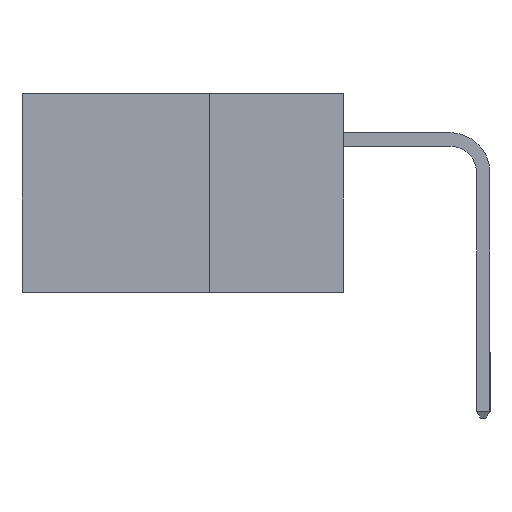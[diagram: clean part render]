
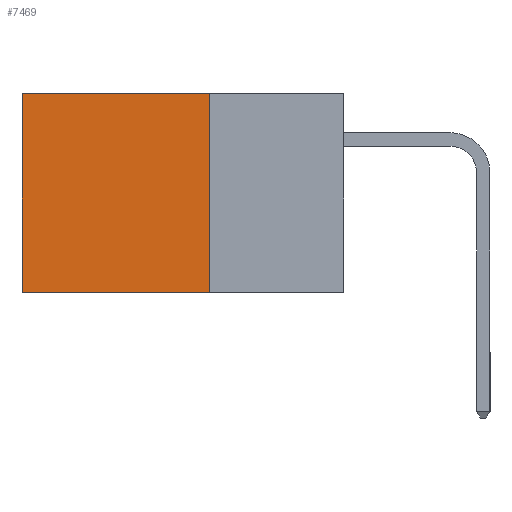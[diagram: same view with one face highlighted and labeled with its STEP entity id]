
A CAD part, left-side view. The second image highlights one B-rep face of the part: STEP entity #7469.
In plain terms, the highlighted planar face has unit normal (-1, 0, 0).
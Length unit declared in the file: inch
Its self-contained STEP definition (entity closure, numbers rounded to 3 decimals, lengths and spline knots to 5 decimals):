
#848 = DIRECTION ( 'NONE',  ( 0., 0., -1. ) ) ;
#1185 = DIRECTION ( 'NONE',  ( 0., 1., 0. ) ) ;
#2002 = EDGE_CURVE ( 'NONE', #6480, #7653, #9152, .T. ) ;
#2036 = DIRECTION ( 'NONE',  ( 0., 0., -1. ) ) ;
#2080 = CARTESIAN_POINT ( 'NONE',  ( 0.2615, 0.6, -0.37 ) ) ;
#2211 = ORIENTED_EDGE ( 'NONE', *, *, #11213, .F. ) ;
#2296 = DIRECTION ( 'NONE',  ( 0., 0., -1. ) ) ;
#2440 = CARTESIAN_POINT ( 'NONE',  ( 0.2615, 0.25, -0.37 ) ) ;
#3339 = CARTESIAN_POINT ( 'NONE',  ( 0.2615, 0.6, 0. ) ) ;
#3473 = CARTESIAN_POINT ( 'NONE',  ( 0.2615, 0.6, -0.37 ) ) ;
#3535 = VECTOR ( 'NONE', #1185, 39.37008 ) ;
#3916 = VECTOR ( 'NONE', #2036, 39.37008 ) ;
#4299 = VERTEX_POINT ( 'NONE', #16550 ) ;
#4615 = EDGE_CURVE ( 'NONE', #14313, #4299, #8987, .T. ) ;
#4747 = CARTESIAN_POINT ( 'NONE',  ( 0.2615, 0.25, -0.37 ) ) ;
#5516 = LINE ( 'NONE', #2440, #3535 ) ;
#6174 = EDGE_LOOP ( 'NONE', ( #15022, #2211, #8318, #6976 ) ) ;
#6480 = VERTEX_POINT ( 'NONE', #3339 ) ;
#6976 = ORIENTED_EDGE ( 'NONE', *, *, #7593, .T. ) ;
#7469 = ADVANCED_FACE ( 'NONE', ( #9427 ), #14647, .F. ) ;
#7593 = EDGE_CURVE ( 'NONE', #14313, #6480, #16445, .T. ) ;
#7653 = VERTEX_POINT ( 'NONE', #2080 ) ;
#7720 = CARTESIAN_POINT ( 'NONE',  ( 0.2615, 0.25, -0.37 ) ) ;
#8318 = ORIENTED_EDGE ( 'NONE', *, *, #4615, .F. ) ;
#8987 = LINE ( 'NONE', #4747, #3916 ) ;
#9152 = LINE ( 'NONE', #3473, #16227 ) ;
#9427 = FACE_OUTER_BOUND ( 'NONE', #6174, .T. ) ;
#11213 = EDGE_CURVE ( 'NONE', #4299, #7653, #5516, .T. ) ;
#13206 = DIRECTION ( 'NONE',  ( 1., 0., 0. ) ) ;
#13649 = CARTESIAN_POINT ( 'NONE',  ( 0.2615, 0.25, 0. ) ) ;
#14159 = DIRECTION ( 'NONE',  ( 0., 1., 0. ) ) ;
#14313 = VERTEX_POINT ( 'NONE', #17229 ) ;
#14647 = PLANE ( 'NONE',  #17466 ) ;
#15022 = ORIENTED_EDGE ( 'NONE', *, *, #2002, .T. ) ;
#16227 = VECTOR ( 'NONE', #848, 39.37008 ) ;
#16445 = LINE ( 'NONE', #13649, #17455 ) ;
#16550 = CARTESIAN_POINT ( 'NONE',  ( 0.2615, 0.25, -0.37 ) ) ;
#17229 = CARTESIAN_POINT ( 'NONE',  ( 0.2615, 0.25, 0. ) ) ;
#17455 = VECTOR ( 'NONE', #14159, 39.37008 ) ;
#17466 = AXIS2_PLACEMENT_3D ( 'NONE', #7720, #13206, #2296 ) ;
